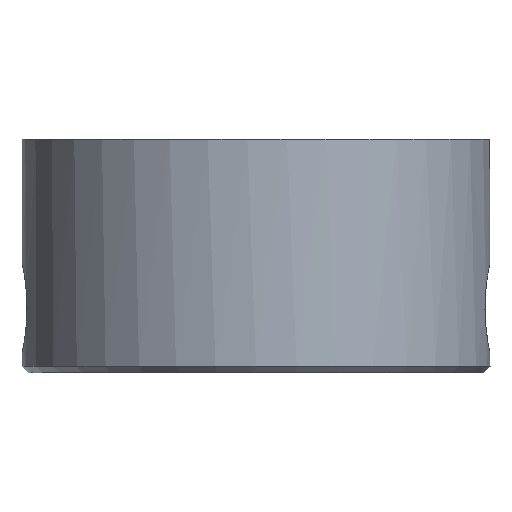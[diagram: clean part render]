
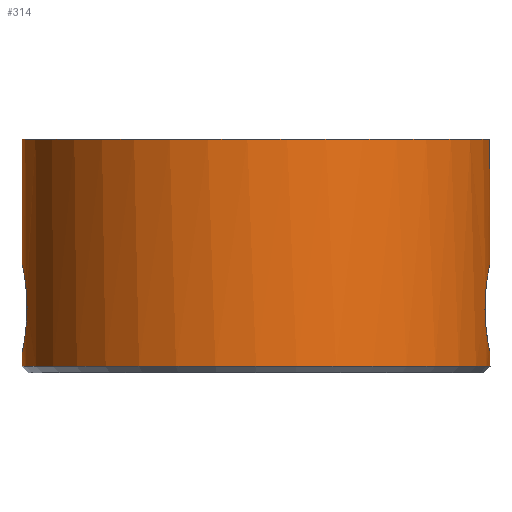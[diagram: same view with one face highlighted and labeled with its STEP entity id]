
A CAD part, front view. The second image highlights one B-rep face of the part: STEP entity #314.
In plain terms, the highlighted cylindrical face has radius 18 mm (diameter 36 mm), a full revolution.
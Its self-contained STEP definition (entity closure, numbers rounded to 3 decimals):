
#18=FACE_BOUND('',#73,.T.);
#32=B_SPLINE_CURVE_WITH_KNOTS('',3,(#559,#560,#561,#562,#563,#564,#565,
#566,#567,#568),.UNSPECIFIED.,.F.,.F.,(4,2,2,2,4),(-0.682,-0.512,
-0.341,-0.17,0.),.UNSPECIFIED.);
#33=B_SPLINE_CURVE_WITH_KNOTS('',3,(#570,#571,#572,#573,#574,#575,#576,
#577,#578,#579),.UNSPECIFIED.,.F.,.F.,(4,2,2,2,4),(0.,0.17,
0.341,0.512,0.682),.UNSPECIFIED.);
#34=B_SPLINE_CURVE_WITH_KNOTS('',3,(#587,#588,#589,#590,#591,#592),
 .UNSPECIFIED.,.F.,.F.,(4,1,1,4),(-1.509,-1.347,-1.293,
-1.132),.UNSPECIFIED.);
#35=B_SPLINE_CURVE_WITH_KNOTS('',3,(#594,#595,#596,#597,#598,#599),
 .UNSPECIFIED.,.F.,.F.,(4,1,1,4),(-0.377,-0.323,
-0.216,0.),.UNSPECIFIED.);
#36=B_SPLINE_CURVE_WITH_KNOTS('',3,(#601,#602,#603,#604,#605,#606,#607,
#608,#609,#610),.UNSPECIFIED.,.F.,.F.,(4,1,1,1,1,1,1,4),(-1.132,
-1.078,-0.97,-0.862,-0.754,
-0.647,-0.431,-0.377),.UNSPECIFIED.);
#37=B_SPLINE_CURVE_WITH_KNOTS('',3,(#613,#614,#615,#616,#617,#618,#619,
#620,#621,#622,#623,#624,#625,#626),.UNSPECIFIED.,.T.,.F.,(4,1,1,1,1,1,
1,1,1,1,1,4),(-1.509,-1.347,-1.293,-1.078,
-0.97,-0.862,-0.754,-0.647,
-0.431,-0.323,-0.216,0.),
 .UNSPECIFIED.);
#44=CYLINDRICAL_SURFACE('',#353,18.);
#54=FACE_OUTER_BOUND('',#72,.T.);
#72=EDGE_LOOP('',(#238,#239,#240,#241,#242,#243,#244,#245,#246,#247,#248,
#249,#250,#251,#252));
#73=EDGE_LOOP('',(#253));
#91=LINE('',#558,#108);
#92=LINE('',#581,#109);
#93=LINE('',#585,#110);
#94=LINE('',#600,#111);
#108=VECTOR('',#402,10.);
#109=VECTOR('',#403,10.);
#110=VECTOR('',#406,18.);
#111=VECTOR('',#407,18.);
#124=CIRCLE('',#348,18.);
#126=CIRCLE('',#351,18.);
#128=CIRCLE('',#354,18.);
#129=CIRCLE('',#355,18.);
#142=VERTEX_POINT('',#541);
#144=VERTEX_POINT('',#544);
#146=VERTEX_POINT('',#550);
#148=VERTEX_POINT('',#556);
#149=VERTEX_POINT('',#557);
#150=VERTEX_POINT('',#569);
#151=VERTEX_POINT('',#580);
#152=VERTEX_POINT('',#582);
#153=VERTEX_POINT('',#584);
#154=VERTEX_POINT('',#586);
#155=VERTEX_POINT('',#593);
#156=VERTEX_POINT('',#612);
#178=EDGE_CURVE('',#144,#142,#124,.T.);
#181=EDGE_CURVE('',#146,#146,#126,.T.);
#184=EDGE_CURVE('',#148,#149,#91,.T.);
#185=EDGE_CURVE('',#144,#149,#32,.T.);
#186=EDGE_CURVE('',#150,#142,#33,.T.);
#187=EDGE_CURVE('',#150,#151,#92,.T.);
#188=EDGE_CURVE('',#152,#151,#128,.T.);
#189=EDGE_CURVE('',#152,#153,#93,.T.);
#190=EDGE_CURVE('',#154,#153,#34,.T.);
#191=EDGE_CURVE('',#155,#154,#35,.T.);
#192=EDGE_CURVE('',#155,#146,#94,.T.);
#193=EDGE_CURVE('',#153,#155,#36,.T.);
#194=EDGE_CURVE('',#148,#152,#129,.T.);
#195=EDGE_CURVE('',#156,#156,#37,.T.);
#238=ORIENTED_EDGE('',*,*,#184,.T.);
#239=ORIENTED_EDGE('',*,*,#185,.F.);
#240=ORIENTED_EDGE('',*,*,#178,.T.);
#241=ORIENTED_EDGE('',*,*,#186,.F.);
#242=ORIENTED_EDGE('',*,*,#187,.T.);
#243=ORIENTED_EDGE('',*,*,#188,.F.);
#244=ORIENTED_EDGE('',*,*,#189,.T.);
#245=ORIENTED_EDGE('',*,*,#190,.F.);
#246=ORIENTED_EDGE('',*,*,#191,.F.);
#247=ORIENTED_EDGE('',*,*,#192,.T.);
#248=ORIENTED_EDGE('',*,*,#181,.F.);
#249=ORIENTED_EDGE('',*,*,#192,.F.);
#250=ORIENTED_EDGE('',*,*,#193,.F.);
#251=ORIENTED_EDGE('',*,*,#189,.F.);
#252=ORIENTED_EDGE('',*,*,#194,.F.);
#253=ORIENTED_EDGE('',*,*,#195,.F.);
#314=ADVANCED_FACE('',(#54,#18),#44,.T.);
#348=AXIS2_PLACEMENT_3D('',#545,#388,#389);
#351=AXIS2_PLACEMENT_3D('',#551,#395,#396);
#353=AXIS2_PLACEMENT_3D('',#555,#400,#401);
#354=AXIS2_PLACEMENT_3D('',#583,#404,#405);
#355=AXIS2_PLACEMENT_3D('',#611,#408,#409);
#388=DIRECTION('center_axis',(0.,0.,-1.));
#389=DIRECTION('ref_axis',(1.,0.,0.));
#395=DIRECTION('center_axis',(0.,0.,-1.));
#396=DIRECTION('ref_axis',(1.,0.,0.));
#400=DIRECTION('center_axis',(0.,0.,1.));
#401=DIRECTION('ref_axis',(1.,0.,0.));
#402=DIRECTION('',(0.,0.,-1.));
#403=DIRECTION('',(0.,0.,1.));
#404=DIRECTION('center_axis',(0.,0.,1.));
#405=DIRECTION('ref_axis',(1.,0.,0.));
#406=DIRECTION('',(0.,0.,-1.));
#407=DIRECTION('',(0.,0.,-1.));
#408=DIRECTION('center_axis',(0.,0.,1.));
#409=DIRECTION('ref_axis',(1.,0.,0.));
#541=CARTESIAN_POINT('',(0.5,17.993,9.));
#544=CARTESIAN_POINT('',(-0.5,17.993,9.));
#545=CARTESIAN_POINT('Origin',(0.,0.,9.));
#550=CARTESIAN_POINT('',(-18.,0.,0.5));
#551=CARTESIAN_POINT('Origin',(0.,0.,0.5));
#555=CARTESIAN_POINT('Origin',(0.,0.,0.));
#556=CARTESIAN_POINT('',(-5.,17.292,18.));
#557=CARTESIAN_POINT('',(-5.,17.292,13.5));
#558=CARTESIAN_POINT('',(-5.,17.292,0.));
#559=CARTESIAN_POINT('Ctrl Pts',(-0.5,17.993,9.));
#560=CARTESIAN_POINT('Ctrl Pts',(-1.069,17.977,9.));
#561=CARTESIAN_POINT('Ctrl Pts',(-1.674,17.931,9.114));
#562=CARTESIAN_POINT('Ctrl Pts',(-2.782,17.792,9.576));
#563=CARTESIAN_POINT('Ctrl Pts',(-3.286,17.702,9.922));
#564=CARTESIAN_POINT('Ctrl Pts',(-4.081,17.536,10.718));
#565=CARTESIAN_POINT('Ctrl Pts',(-4.427,17.449,11.222));
#566=CARTESIAN_POINT('Ctrl Pts',(-4.886,17.326,12.329));
#567=CARTESIAN_POINT('Ctrl Pts',(-5.,17.292,12.932));
#568=CARTESIAN_POINT('Ctrl Pts',(-5.,17.292,13.5));
#569=CARTESIAN_POINT('',(5.,17.292,13.5));
#570=CARTESIAN_POINT('Ctrl Pts',(5.,17.292,13.5));
#571=CARTESIAN_POINT('Ctrl Pts',(5.,17.292,12.932));
#572=CARTESIAN_POINT('Ctrl Pts',(4.886,17.326,12.329));
#573=CARTESIAN_POINT('Ctrl Pts',(4.427,17.449,11.222));
#574=CARTESIAN_POINT('Ctrl Pts',(4.081,17.536,10.718));
#575=CARTESIAN_POINT('Ctrl Pts',(3.286,17.702,9.922));
#576=CARTESIAN_POINT('Ctrl Pts',(2.782,17.792,9.576));
#577=CARTESIAN_POINT('Ctrl Pts',(1.674,17.931,9.114));
#578=CARTESIAN_POINT('Ctrl Pts',(1.069,17.977,9.));
#579=CARTESIAN_POINT('Ctrl Pts',(0.5,17.993,9.));
#580=CARTESIAN_POINT('',(5.,17.292,18.));
#581=CARTESIAN_POINT('',(5.,17.292,0.));
#582=CARTESIAN_POINT('',(-18.,0.,18.));
#583=CARTESIAN_POINT('Origin',(0.,0.,18.));
#584=CARTESIAN_POINT('',(-17.999,0.001,8.498));
#585=CARTESIAN_POINT('',(-18.,0.,0.));
#586=CARTESIAN_POINT('',(-17.614,-3.706,5.));
#587=CARTESIAN_POINT('Ctrl Pts',(-17.614,-3.706,5.));
#588=CARTESIAN_POINT('Ctrl Pts',(-17.614,-3.706,5.787));
#589=CARTESIAN_POINT('Ctrl Pts',(-17.7,-3.313,6.825));
#590=CARTESIAN_POINT('Ctrl Pts',(-17.917,-1.94,8.136));
#591=CARTESIAN_POINT('Ctrl Pts',(-17.995,-0.83,8.492));
#592=CARTESIAN_POINT('Ctrl Pts',(-17.999,0.001,
8.498));
#593=CARTESIAN_POINT('',(-18.001,0.002,1.501));
#594=CARTESIAN_POINT('Ctrl Pts',(-18.001,0.002,
1.501));
#595=CARTESIAN_POINT('Ctrl Pts',(-18.001,-0.277,1.501));
#596=CARTESIAN_POINT('Ctrl Pts',(-17.981,-1.113,1.592));
#597=CARTESIAN_POINT('Ctrl Pts',(-17.804,-2.907,2.398));
#598=CARTESIAN_POINT('Ctrl Pts',(-17.614,-3.706,3.95));
#599=CARTESIAN_POINT('Ctrl Pts',(-17.614,-3.706,5.));
#600=CARTESIAN_POINT('',(-18.,0.,0.));
#601=CARTESIAN_POINT('Ctrl Pts',(-17.999,0.001,
8.498));
#602=CARTESIAN_POINT('Ctrl Pts',(-18.,0.278,8.5));
#603=CARTESIAN_POINT('Ctrl Pts',(-17.986,1.109,8.418));
#604=CARTESIAN_POINT('Ctrl Pts',(-17.855,2.391,7.825));
#605=CARTESIAN_POINT('Ctrl Pts',(-17.672,3.451,6.575));
#606=CARTESIAN_POINT('Ctrl Pts',(-17.585,3.832,5.002));
#607=CARTESIAN_POINT('Ctrl Pts',(-17.702,3.332,2.894));
#608=CARTESIAN_POINT('Ctrl Pts',(-17.97,1.671,1.642));
#609=CARTESIAN_POINT('Ctrl Pts',(-18.001,0.28,1.5));
#610=CARTESIAN_POINT('Ctrl Pts',(-18.001,0.002,
1.501));
#611=CARTESIAN_POINT('Origin',(0.,0.,18.));
#612=CARTESIAN_POINT('',(17.614,3.706,5.));
#613=CARTESIAN_POINT('Ctrl Pts',(17.614,3.706,5.));
#614=CARTESIAN_POINT('Ctrl Pts',(17.614,3.706,5.787));
#615=CARTESIAN_POINT('Ctrl Pts',(17.7,3.313,6.825));
#616=CARTESIAN_POINT('Ctrl Pts',(17.948,1.744,8.323));
#617=CARTESIAN_POINT('Ctrl Pts',(18.064,-0.34,8.774));
#618=CARTESIAN_POINT('Ctrl Pts',(17.855,-2.391,7.825));
#619=CARTESIAN_POINT('Ctrl Pts',(17.672,-3.451,6.575));
#620=CARTESIAN_POINT('Ctrl Pts',(17.585,-3.832,5.002));
#621=CARTESIAN_POINT('Ctrl Pts',(17.702,-3.332,2.894));
#622=CARTESIAN_POINT('Ctrl Pts',(18.008,-1.434,1.463));
#623=CARTESIAN_POINT('Ctrl Pts',(18.006,0.857,1.476));
#624=CARTESIAN_POINT('Ctrl Pts',(17.804,2.907,2.398));
#625=CARTESIAN_POINT('Ctrl Pts',(17.614,3.706,3.95));
#626=CARTESIAN_POINT('Ctrl Pts',(17.614,3.706,5.));
